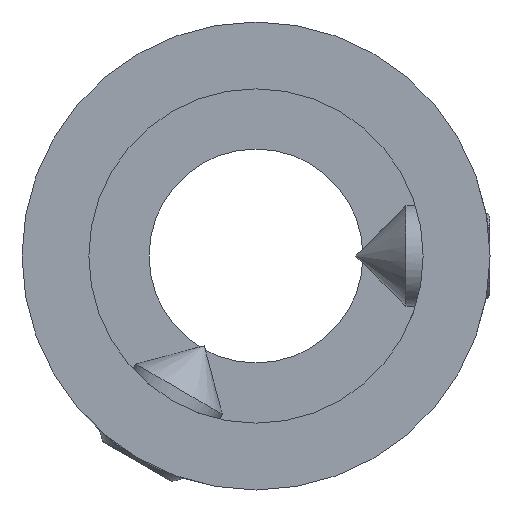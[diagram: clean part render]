
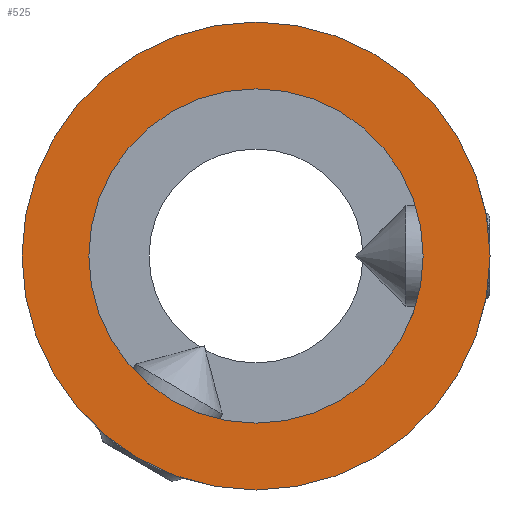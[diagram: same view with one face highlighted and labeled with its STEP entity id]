
A CAD part, front view. The second image highlights one B-rep face of the part: STEP entity #525.
In plain terms, the highlighted planar face has unit normal (0, -1, 0).
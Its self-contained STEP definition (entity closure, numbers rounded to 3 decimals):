
#91=PLANE($,#582);
#123=FACE_BOUND($,#226,.T.);
#168=FACE_OUTER_BOUND($,#225,.T.);
#225=EDGE_LOOP($,(#481));
#226=EDGE_LOOP($,(#482));
#239=CIRCLE($,#570,7.);
#244=CIRCLE($,#581,5.);
#288=VERTEX_POINT($,#1018);
#293=VERTEX_POINT($,#1034);
#351=EDGE_CURVE($,#288,#288,#239,.T.);
#356=EDGE_CURVE($,#293,#293,#244,.T.);
#481=ORIENTED_EDGE($,*,*,#351,.F.);
#482=ORIENTED_EDGE($,*,*,#356,.T.);
#525=ADVANCED_FACE($,(#168,#123),#91,.T.);
#570=AXIS2_PLACEMENT_3D($,#1019,#691,#692);
#581=AXIS2_PLACEMENT_3D($,#1035,#713,#714);
#582=AXIS2_PLACEMENT_3D($,#1036,#715,#716);
#691=DIRECTION('center_axis',(0.,1.,0.));
#692=DIRECTION('ref_axis',(0.,0.,1.));
#713=DIRECTION('center_axis',(0.,1.,0.));
#714=DIRECTION('ref_axis',(0.,0.,1.));
#715=DIRECTION('center_axis',(0.,-1.,0.));
#716=DIRECTION('ref_axis',(0.,0.,-1.));
#1018=CARTESIAN_POINT('',(0.,0.,7.));
#1019=CARTESIAN_POINT('Origin',(0.,0.,0.));
#1034=CARTESIAN_POINT('',(0.,0.,5.));
#1035=CARTESIAN_POINT('Origin',(0.,0.,0.));
#1036=CARTESIAN_POINT('Origin',(0.,0.,6.));
